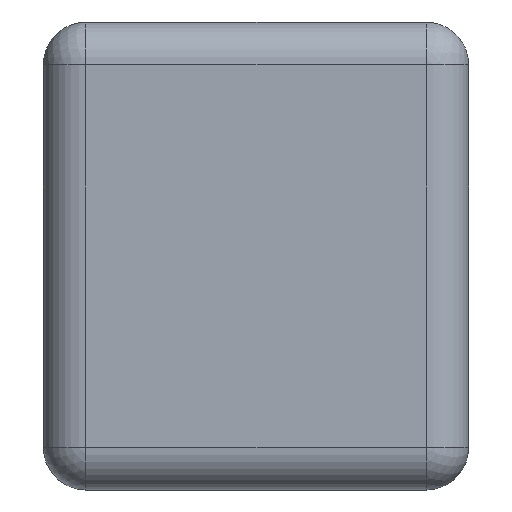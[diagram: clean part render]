
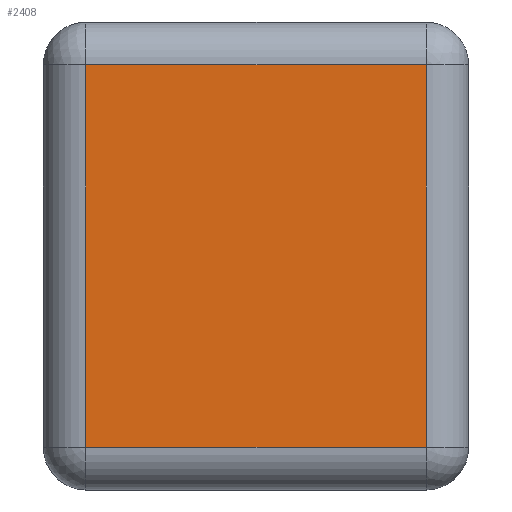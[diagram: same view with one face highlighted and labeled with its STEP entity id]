
A CAD part, left-side view. The second image highlights one B-rep face of the part: STEP entity #2408.
In plain terms, the highlighted planar face has unit normal (-1, 0, 0).
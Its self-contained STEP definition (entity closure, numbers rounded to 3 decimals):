
#174=PLANE('',#2626);
#266=FACE_OUTER_BOUND('',#410,.T.);
#410=EDGE_LOOP('',(#1742,#1743,#1744,#1745));
#557=LINE('',#3352,#798);
#560=LINE('',#3363,#801);
#562=LINE('',#3373,#803);
#563=LINE('',#3379,#804);
#798=VECTOR('',#2799,10.);
#801=VECTOR('',#2810,10.);
#803=VECTOR('',#2822,10.);
#804=VECTOR('',#2831,10.);
#1080=VERTEX_POINT('',#3349);
#1081=VERTEX_POINT('',#3351);
#1083=VERTEX_POINT('',#3357);
#1086=VERTEX_POINT('',#3367);
#1318=EDGE_CURVE('',#1080,#1081,#557,.T.);
#1324=EDGE_CURVE('',#1081,#1083,#560,.T.);
#1329=EDGE_CURVE('',#1083,#1086,#562,.T.);
#1332=EDGE_CURVE('',#1086,#1080,#563,.T.);
#1742=ORIENTED_EDGE('',*,*,#1318,.F.);
#1743=ORIENTED_EDGE('',*,*,#1332,.F.);
#1744=ORIENTED_EDGE('',*,*,#1329,.F.);
#1745=ORIENTED_EDGE('',*,*,#1324,.F.);
#2408=ADVANCED_FACE('',(#266),#174,.T.);
#2626=AXIS2_PLACEMENT_3D('',#3405,#2862,#2863);
#2799=DIRECTION('',(0.,-1.,0.));
#2810=DIRECTION('',(0.,0.,-1.));
#2822=DIRECTION('',(0.,1.,0.));
#2831=DIRECTION('',(0.,0.,1.));
#2862=DIRECTION('center_axis',(-1.,0.,0.));
#2863=DIRECTION('ref_axis',(0.,-1.,0.));
#3349=CARTESIAN_POINT('',(-0.5,0.2,0.5));
#3351=CARTESIAN_POINT('',(-0.5,-0.2,0.5));
#3352=CARTESIAN_POINT('',(-0.5,0.125,0.5));
#3357=CARTESIAN_POINT('',(-0.5,-0.2,0.05));
#3363=CARTESIAN_POINT('',(-0.5,-0.2,0.));
#3367=CARTESIAN_POINT('',(-0.5,0.2,0.05));
#3373=CARTESIAN_POINT('',(-0.5,0.125,0.05));
#3379=CARTESIAN_POINT('',(-0.5,0.2,0.));
#3405=CARTESIAN_POINT('Origin',(-0.5,0.25,0.));
